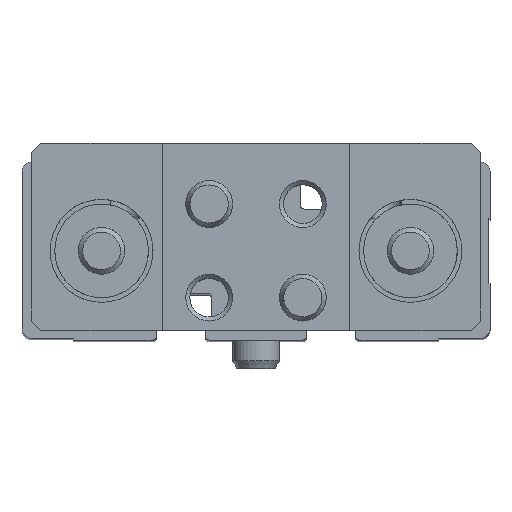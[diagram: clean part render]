
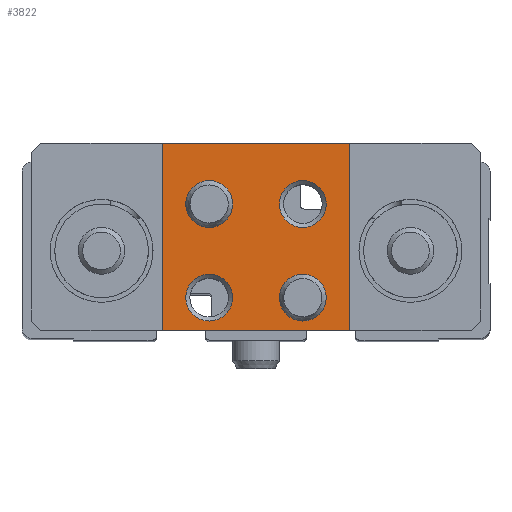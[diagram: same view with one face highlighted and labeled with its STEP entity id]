
A CAD part, top view. The second image highlights one B-rep face of the part: STEP entity #3822.
In plain terms, the highlighted planar face has unit normal (0, 0, 1).
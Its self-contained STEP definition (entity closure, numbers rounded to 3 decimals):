
#177=PLANE('',#4282);
#384=CIRCLE('',#4283,2.5);
#385=CIRCLE('',#4284,2.5);
#386=CIRCLE('',#4285,2.5);
#387=CIRCLE('',#4286,2.5);
#1172=ORIENTED_EDGE('',*,*,#1854,.T.);
#1173=ORIENTED_EDGE('',*,*,#1855,.T.);
#1174=ORIENTED_EDGE('',*,*,#1856,.T.);
#1175=ORIENTED_EDGE('',*,*,#1857,.T.);
#1176=ORIENTED_EDGE('',*,*,#1845,.T.);
#1177=ORIENTED_EDGE('',*,*,#1858,.T.);
#1178=ORIENTED_EDGE('',*,*,#1837,.T.);
#1179=ORIENTED_EDGE('',*,*,#1859,.T.);
#1837=EDGE_CURVE('',#2244,#2251,#2539,.T.);
#1845=EDGE_CURVE('',#2260,#2259,#2547,.T.);
#1854=EDGE_CURVE('',#2268,#2268,#384,.T.);
#1855=EDGE_CURVE('',#2269,#2269,#385,.T.);
#1856=EDGE_CURVE('',#2270,#2270,#386,.T.);
#1857=EDGE_CURVE('',#2271,#2271,#387,.T.);
#1858=EDGE_CURVE('',#2259,#2244,#2556,.T.);
#1859=EDGE_CURVE('',#2251,#2260,#2557,.T.);
#2244=VERTEX_POINT('',#6492);
#2251=VERTEX_POINT('',#6505);
#2259=VERTEX_POINT('',#6523);
#2260=VERTEX_POINT('',#6525);
#2268=VERTEX_POINT('',#6544);
#2269=VERTEX_POINT('',#6546);
#2270=VERTEX_POINT('',#6548);
#2271=VERTEX_POINT('',#6550);
#2539=LINE('',#6506,#2783);
#2547=LINE('',#6524,#2791);
#2556=LINE('',#6551,#2800);
#2557=LINE('',#6552,#2801);
#2783=VECTOR('',#5240,1000.);
#2791=VECTOR('',#5252,1000.);
#2800=VECTOR('',#5273,1000.);
#2801=VECTOR('',#5274,1000.);
#3052=EDGE_LOOP('',(#1172));
#3053=EDGE_LOOP('',(#1173));
#3054=EDGE_LOOP('',(#1174));
#3055=EDGE_LOOP('',(#1175));
#3056=EDGE_LOOP('',(#1176,#1177,#1178,#1179));
#3434=FACE_BOUND('',#3052,.T.);
#3435=FACE_BOUND('',#3053,.T.);
#3436=FACE_BOUND('',#3054,.T.);
#3437=FACE_BOUND('',#3055,.T.);
#3438=FACE_BOUND('',#3056,.T.);
#3822=ADVANCED_FACE('',(#3434,#3435,#3436,#3437,#3438),#177,.T.);
#4282=AXIS2_PLACEMENT_3D('',#6542,#5263,#5264);
#4283=AXIS2_PLACEMENT_3D('',#6543,#5265,#5266);
#4284=AXIS2_PLACEMENT_3D('',#6545,#5267,#5268);
#4285=AXIS2_PLACEMENT_3D('',#6547,#5269,#5270);
#4286=AXIS2_PLACEMENT_3D('',#6549,#5271,#5272);
#5240=DIRECTION('',(-1.,0.,0.));
#5252=DIRECTION('',(1.,0.,0.));
#5263=DIRECTION('',(0.,0.,1.));
#5264=DIRECTION('',(1.,0.,0.));
#5265=DIRECTION('',(0.,0.,-1.));
#5266=DIRECTION('',(-1.,0.,0.));
#5267=DIRECTION('',(0.,0.,-1.));
#5268=DIRECTION('',(-1.,0.,0.));
#5269=DIRECTION('',(0.,0.,-1.));
#5270=DIRECTION('',(-1.,0.,0.));
#5271=DIRECTION('',(0.,0.,-1.));
#5272=DIRECTION('',(-1.,0.,0.));
#5273=DIRECTION('',(0.,1.,0.));
#5274=DIRECTION('',(0.,-1.,0.));
#6492=CARTESIAN_POINT('',(10.,11.5,18.));
#6505=CARTESIAN_POINT('',(-10.,11.5,18.));
#6506=CARTESIAN_POINT('',(24.,11.5,18.));
#6523=CARTESIAN_POINT('',(10.,-8.5,18.));
#6524=CARTESIAN_POINT('',(-24.,-8.5,18.));
#6525=CARTESIAN_POINT('',(-10.,-8.5,18.));
#6542=CARTESIAN_POINT('',(0.,0.,18.));
#6543=CARTESIAN_POINT('',(-5.,-5.,18.));
#6544=CARTESIAN_POINT('',(-7.5,-5.,18.));
#6545=CARTESIAN_POINT('',(-5.,5.,18.));
#6546=CARTESIAN_POINT('',(-7.5,5.,18.));
#6547=CARTESIAN_POINT('',(5.,-5.,18.));
#6548=CARTESIAN_POINT('',(2.5,-5.,18.));
#6549=CARTESIAN_POINT('',(5.,5.,18.));
#6550=CARTESIAN_POINT('',(2.5,5.,18.));
#6551=CARTESIAN_POINT('',(10.,0.,18.));
#6552=CARTESIAN_POINT('',(-10.,0.,18.));
